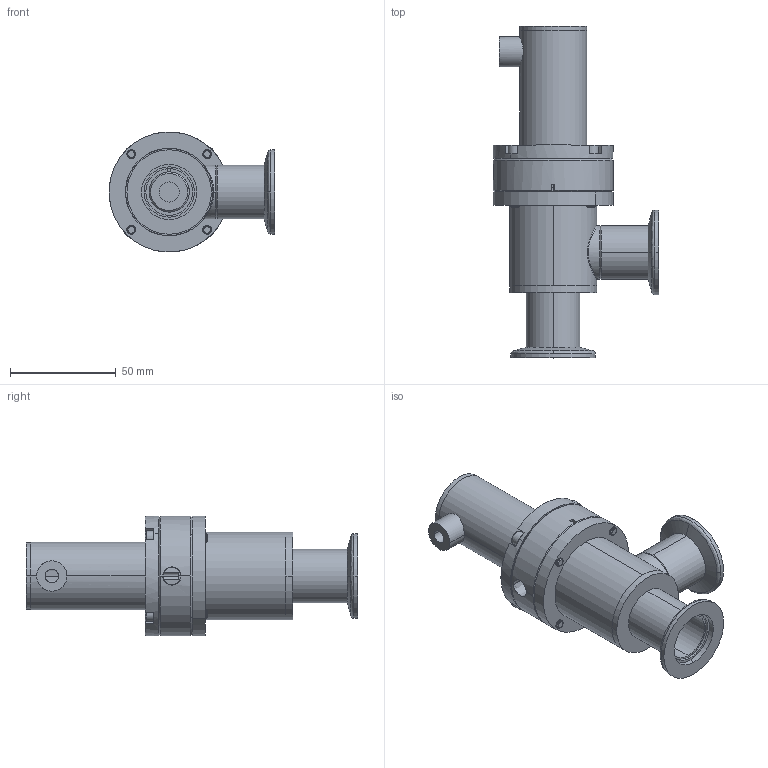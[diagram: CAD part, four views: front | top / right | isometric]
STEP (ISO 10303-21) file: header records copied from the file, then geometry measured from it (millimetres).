
FILE_DESCRIPTION (( 'STEP AP214' ), '1' );
FILE_NAME ('ESVPSA-S03100_SHELLED.STEP', '2025-08-26T10:54:34', ( '' ), ( '' ), 'SwSTEP 2.0', 'SolidWorks 2023', '' );
FILE_SCHEMA (( 'AUTOMOTIVE_DESIGN' ));
Length unit declared in the file: inch
Products named in the file (22): ESVP-075-15; ESVP-075-17-S; ESVP-075-40-S; ESV-075-17-1; STVP-075-16; ESV-S03-10-01; ESVPSA-S03100_SHELLED; ESVP-075-19; ESV-S03-10-02; OR-2-110V; ESV-S03-10-NWB; 9551-00832-8; ESV-075-12; ESV-075-16; ESV-100-13; ESVP-075-11-S; 9081-00125-0; ESVP-075-18-S; cam18-125; ESV-S03-10; NW-25B-100; ESV-100-11
Assembly tree (25 placements, depth 4):
  ESVPSA-S03100_SHELLED
    ESV-S03-10-NWB
      ESV-S03-10
        ESV-075-12
        ESV-100-11
        ESV-100-13
        ESV-S03-10-01
        ESV-S03-10-02
      NW-25B-100  x2
    ESVP-075-40-S
      ESV-075-16
        ESV-075-17-1
      ESVP-075-17-S
        ESVP-075-19
        ESVP-075-18-S
        OR-2-110V
    ESVP-075-11-S
      STVP-075-16
      9081-00125-0
      cam18-125
      ESVP-075-15
    9551-00832-8  x4
Bounding box: 78.38 x 157.2 x 56.77 mm (x, y, z)
Volume: 93989.1 mm3; surface area: 69958.5 mm2
Topology: 19 solids, 19 shells, 1240 faces, 3070 edges, 1870 vertices
Faces by surface type: cone 517, cylinder 373, bspline 240, plane 96, torus 14
Entity records: 16959 total; most frequent: CARTESIAN_POINT 4526, DIRECTION 2757, ORIENTED_EDGE 2348, AXIS2_PLACEMENT_3D 1181, EDGE_CURVE 1174, CIRCLE 733, VERTEX_POINT 729, EDGE_LOOP 537
